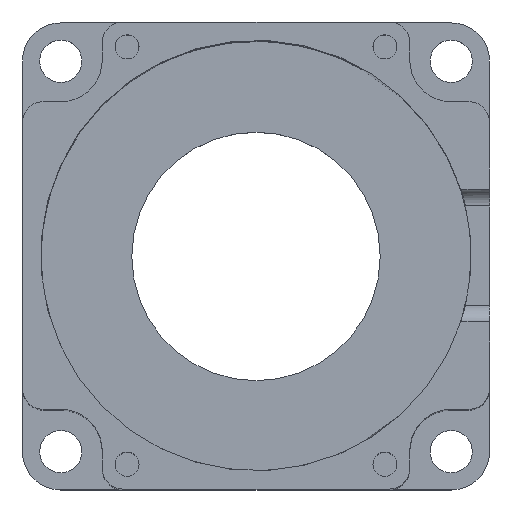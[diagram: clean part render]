
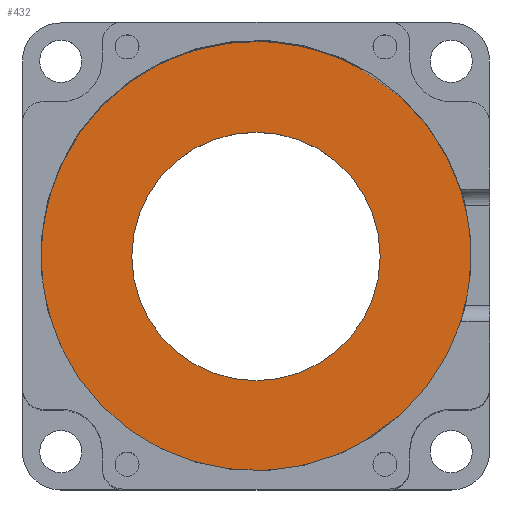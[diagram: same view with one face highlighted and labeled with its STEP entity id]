
A CAD part, top view. The second image highlights one B-rep face of the part: STEP entity #432.
In plain terms, the highlighted planar face has unit normal (0, 0, 1).
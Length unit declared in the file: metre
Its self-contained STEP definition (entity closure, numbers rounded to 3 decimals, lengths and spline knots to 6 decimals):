
#432 = ADVANCED_FACE( 'NONE', ( #951, #952 ), #953, .T. );
#951 = FACE_OUTER_BOUND( '', #1484, .T. );
#952 = FACE_BOUND( '', #1485, .T. );
#953 = PLANE( '', #1486 );
#1484 = EDGE_LOOP( '', ( #2819 ) );
#1485 = EDGE_LOOP( '', ( #2820 ) );
#1486 = AXIS2_PLACEMENT_3D( '', #2821, #2822, #2823 );
#2819 = ORIENTED_EDGE( '', *, *, #3347, .T. );
#2820 = ORIENTED_EDGE( '', *, *, #3395, .F. );
#2821 = CARTESIAN_POINT( '', ( 0., 0., -0.031 ) );
#2822 = DIRECTION( '', ( 0., 0., 1. ) );
#2823 = DIRECTION( '', ( 1., 0., 0. ) );
#3347 = EDGE_CURVE( 'NONE', #4154, #4154, #4155, .T. );
#3395 = EDGE_CURVE( 'NONE', #4222, #4222, #4223, .T. );
#4154 = VERTEX_POINT( '', #5248 );
#4155 = CIRCLE( '', #5249, 0.026 );
#4222 = VERTEX_POINT( '', #5331 );
#4223 = CIRCLE( '', #5332, 0.015 );
#5248 = CARTESIAN_POINT( '', ( 0.026, 0., -0.031 ) );
#5249 = AXIS2_PLACEMENT_3D( '', #6037, #6038, #6039 );
#5331 = CARTESIAN_POINT( '', ( 0.015, 0., -0.031 ) );
#5332 = AXIS2_PLACEMENT_3D( '', #6121, #6122, #6123 );
#6037 = CARTESIAN_POINT( '', ( 0., 0., -0.031 ) );
#6038 = DIRECTION( '', ( 0., 0., 1. ) );
#6039 = DIRECTION( '', ( 1., 0., 0. ) );
#6121 = CARTESIAN_POINT( '', ( 0., 0., -0.031 ) );
#6122 = DIRECTION( '', ( 0., 0., 1. ) );
#6123 = DIRECTION( '', ( 1., 0., 0. ) );
